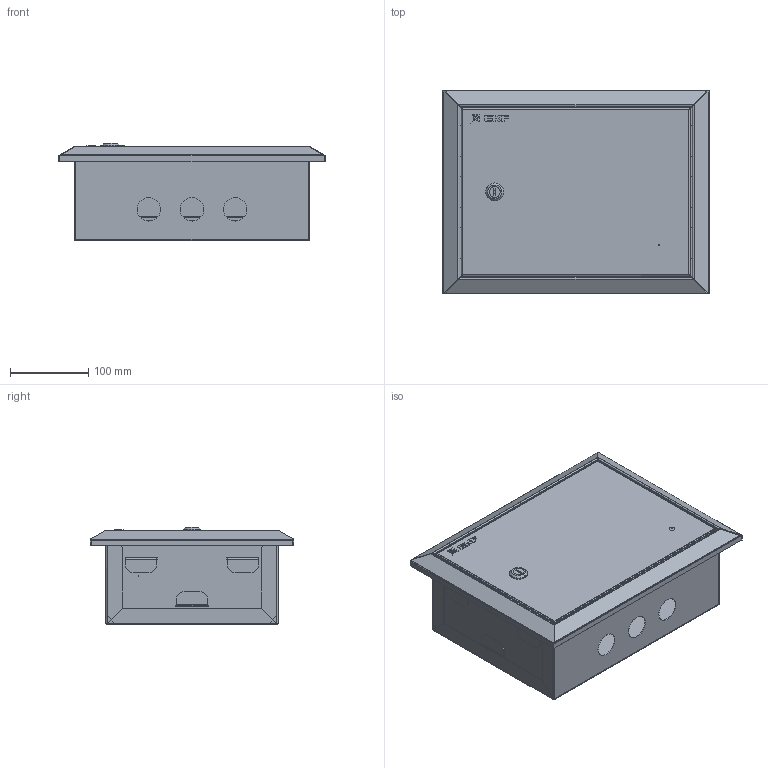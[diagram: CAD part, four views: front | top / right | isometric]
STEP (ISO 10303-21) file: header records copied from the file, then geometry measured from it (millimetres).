
FILE_DESCRIPTION (( 'STEP AP214' ), '1' );
FILE_NAME ('昈-1185.00.00.000 捘.STEP', '2017-09-11T13:15:10', ( 'admin' ), ( '' ), 'SwSTEP 2.0', 'SolidWorks 2017', '' );
FILE_SCHEMA (( 'AUTOMOTIVE_DESIGN' ));
Length unit declared in the file: millimetre
Products named in the file (28): Washer 6402_3_gost_丐ｩ｡ 2 6 ヮ葬 6402-70; 哏铌; Ïðîêëàäêà ìåòàëëè÷åñêàÿ; Òåëî çàìêà; 呧蜦 3D; Çàêëåïêà öèëèíäðè÷åñêàÿ Ì4 ÑÒ-Á ñ âíóòðåííåé ðåçüáîé_Œ8; cross ph tapping 968_din_Screw DIN 968-ST4.2x13-C-H-N; 昈-1185.02.00.001; pan head cross recess screw_din_DIN EN ISO 7045 - M4 x 16 - Z - 16N; 昈-1185.01.00.000 捘; hex flange nut_din_Hexagon Flange Nut DIN 6923 - M6 - N; 昈-1185.01.02.000 捘; DIN-ðåéêà; Øïèëüêà îáìåäíåííàÿ Ì6õ12; 倘-1185.03.00.000 蚜_寛-1185.03.00.000 憗; 昈-1185.01.01.000 捘; Êðîíøòåéí 40õ40; 倘-1185.03.00.001_寛-1185.03.00.001; 昈-1185.01.01.001; 昈-1185.02.00.000 捘; 昈-1185.01.00.001; Çàìîê ïî÷òîâûé; Âíóòðåííåå òåëî çàìêà; 昈-1185.00.00.000 捘; Ãàéêà; Ïðîêëàäêà ìåòàëëè÷åñêàÿ 2; pan head cross recess screw_din_ISO 7045 - M4 x 6 - Z --- 6N; Ïðîêëàäêà
Assembly tree (43 placements, depth 4):
  昈-1185.00.00.000 捘
    昈-1185.01.00.000 捘
      昈-1185.01.00.001
      昈-1185.01.01.000 捘
        昈-1185.01.01.001
        Êðîíøòåéí 40õ40  x3
      昈-1185.01.02.000 捘
        昈-1185.01.01.001
        Êðîíøòåéí 40õ40  x3
        Øïèëüêà îáìåäíåííàÿ Ì6õ12
    昈-1185.02.00.000 捘
      昈-1185.02.00.001
      Øïèëüêà îáìåäíåííàÿ Ì6õ12
      Çàêëåïêà öèëèíäðè÷åñêàÿ Ì4 ÑÒ-Á ñ âíóòðåííåé ðåçüáîé_Œ8  x2
      Çàìîê ïî÷òîâûé
        Òåëî çàìêà
        Ïðîêëàäêà ìåòàëëè÷åñêàÿ
        哏铌
        Washer 6402_3_gost_丐ｩ｡ 2 6 ヮ葬 6402-70
        Ïðîêëàäêà
        pan head cross recess screw_din_ISO 7045 - M4 x 6 - Z --- 6N
        Ïðîêëàäêà ìåòàëëè÷åñêàÿ 2
        Ãàéêà
        Âíóòðåííåå òåëî çàìêà
    倘-1185.03.00.000 蚜_寛-1185.03.00.000 憗
      倘-1185.03.00.001_寛-1185.03.00.001
      Øïèëüêà îáìåäíåííàÿ Ì6õ12
    DIN-ðåéêà
    hex flange nut_din_Hexagon Flange Nut DIN 6923 - M6 - N  x2
    pan head cross recess screw_din_DIN EN ISO 7045 - M4 x 16 - Z - 16N  x2
    cross ph tapping 968_din_Screw DIN 968-ST4.2x13-C-H-N  x6
    呧蜦 3D
Bounding box: 340 x 260.01 x 124.2 mm (x, y, z)
Volume: 299100.4 mm3; surface area: 813705.9 mm2
Topology: 44 solids, 44 shells, 1336 faces, 3256 edges, 2031 vertices
Faces by surface type: plane 745, cylinder 317, bspline 158, cone 74, torus 24, sphere 18
Entity records: 29509 total; most frequent: CARTESIAN_POINT 8834, ORIENTED_EDGE 3924, DIRECTION 3752, EDGE_CURVE 1962, LINE 1254, VECTOR 1254, AXIS2_PLACEMENT_3D 1249, VERTEX_POINT 1217
